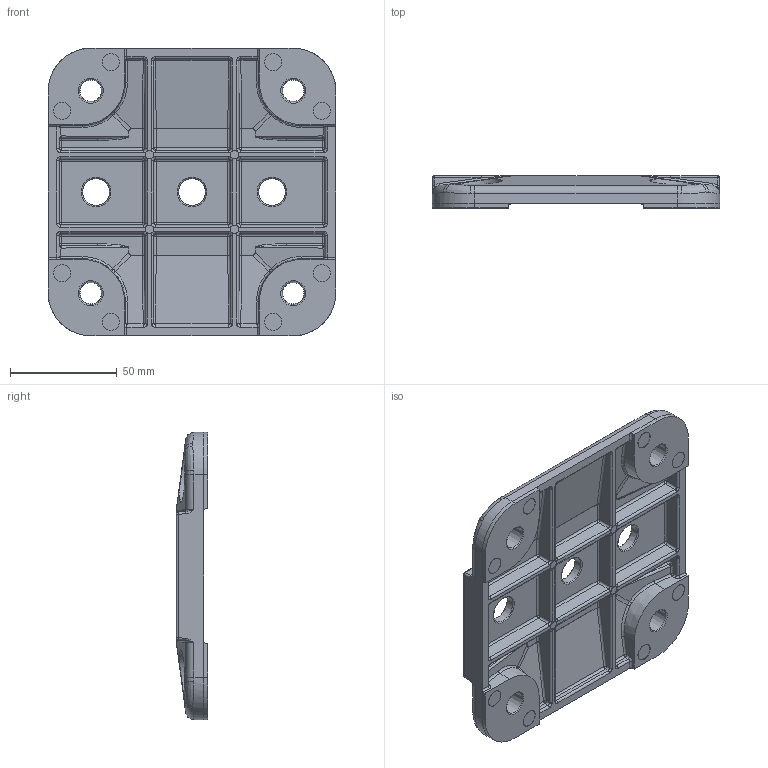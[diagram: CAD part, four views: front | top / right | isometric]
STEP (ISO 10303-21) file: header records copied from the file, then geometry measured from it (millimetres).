
FILE_DESCRIPTION(/* description */ (''),/* implementation_level */ '2;1');
FILE_NAME(/* name */ '81247_Bodenplatte_10_135x135.stp',/* time_stamp */ '2018-02-13T15:08:37+01:00',/* author */ ('kostic'),/* organization */ (''),/* preprocessor_version */ 'ST-DEVELOPER v16.1',/* originating_system */ 'Autodesk Inventor 2016',/* authorisation */ '');
FILE_SCHEMA (('AUTOMOTIVE_DESIGN { 1 0 10303 214 3 1 1 }'));
Length unit declared in the file: millimetre
Products named in the file (1): 81247_Bodenplatte_10_135x135
Bounding box: 135 x 15 x 135 mm (x, y, z)
Volume: 131630.8 mm3; surface area: 49851.4 mm2
Topology: 1 solids, 1 shells, 561 faces, 1264 edges, 702 vertices
Faces by surface type: cylinder 216, bspline 145, plane 111, sphere 56, cone 22, torus 11
Full cylindrical faces by diameter (mm): 4 x4, 8 x8
Entity records: 20411 total; most frequent: CARTESIAN_POINT 8271, ORIENTED_EDGE 2406, DIRECTION 2396, EDGE_CURVE 1203, AXIS2_PLACEMENT_3D 968, VERTEX_POINT 702, EDGE_LOOP 633, STYLED_ITEM 562
